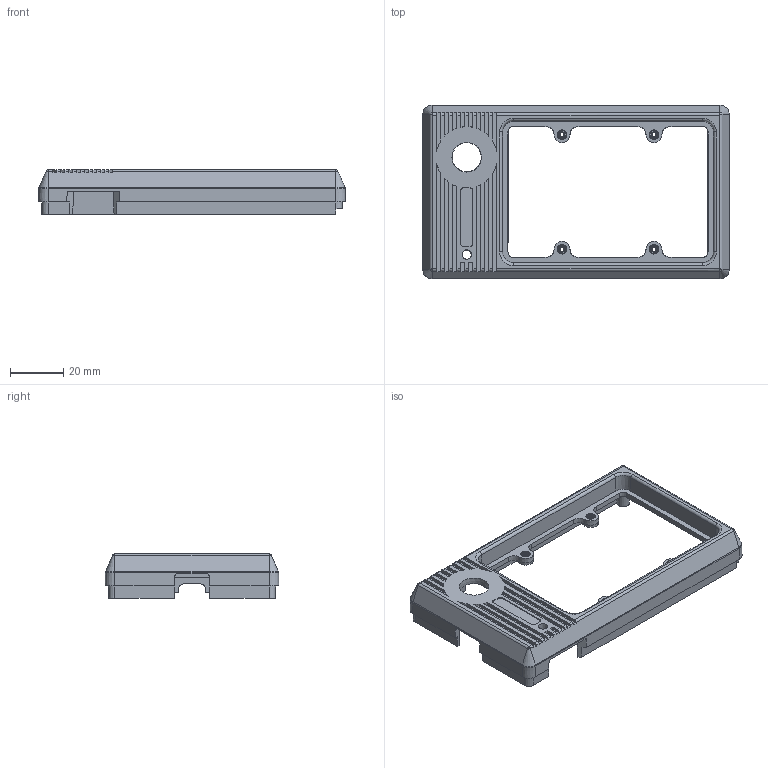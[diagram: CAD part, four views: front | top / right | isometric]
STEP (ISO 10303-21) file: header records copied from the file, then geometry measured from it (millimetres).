
FILE_DESCRIPTION(/* description */ ('STEP AP242','CAx-IF Rec.Pracs.---Representation and Presentation of Product Manufacturing Information (PMI)---4.0---2014-10-13','CAx-IF Rec.Pracs.---3D Tessellated Geometry---0.4---2014-09-14','2;1'),/* implementation_level */ '2;1');
FILE_NAME(/* name */ '64af804fe9dbc06f54888cbf',/* time_stamp */ '2023-07-13T04:40:48Z',/* author */ (''),/* organization */ (''),/* preprocessor_version */ 'ST-DEVELOPER v19.4',/* originating_system */ ' ',/* authorisation */ ' ');
FILE_SCHEMA (('AP242_MANAGED_MODEL_BASED_3D_ENGINEERING_MIM_LF { 1 0 10303 442 1 1 4 }'));
Length unit declared in the file: metre
Products named in the file (3): reetro - body top assembly; 94180A307_Tapered Heat-Set Inserts for Plastic; body top
Assembly tree (9 placements, depth 2):
  reetro - body top assembly
    94180A307_Tapered Heat-Set Inserts for Plastic  x8
    body top
Bounding box: 115.18 x 65.18 x 16.7 mm (x, y, z)
Volume: 19305.9 mm3; surface area: 22084.4 mm2
Topology: 9 solids, 9 shells, 2016 faces, 5412 edges, 3564 vertices
Faces by surface type: bspline 1556, plane 229, cone 129, cylinder 94, torus 8
Full cylindrical faces by diameter (mm): 2.79 x16, 3.417 x8, 3.58 x8
Entity records: 18815 total; most frequent: CARTESIAN_POINT 6358, ORIENTED_EDGE 2820, DIRECTION 2323, EDGE_CURVE 1410, VERTEX_POINT 933, AXIS2_PLACEMENT_3D 818, LINE 687, VECTOR 687
